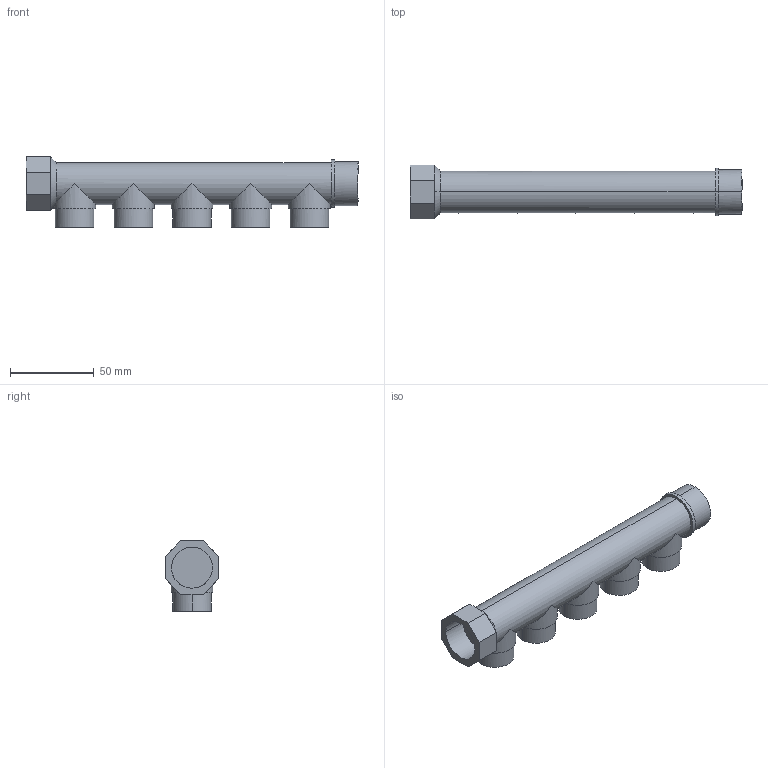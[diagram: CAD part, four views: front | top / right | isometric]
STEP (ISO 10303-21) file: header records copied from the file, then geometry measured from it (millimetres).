
FILE_DESCRIPTION(('CATIA V5 STEP Exchange','CAx-IF Rec.Pracs.--- Model Styling and Organization---1.5--- 2016-08-15','CAx-IF Rec.Pracs.---Supplemental Geometry---1.0---2011-11-01','CAx-IF Rec.Pracs.--- Composite Materials ---3.4---2017-06-13','CAx-IF Rec.Pracs.---Tessellated 3D Geometry---1.0---2015-12-17'),'2;1');
FILE_NAME('STEP_349050_-_TST.stp','2026-04-07T14:54:42+00:00',('none'),('none'),'CATIA Version 5-6 Release 2020 SP5','CATIA V5 STEP AP242 v2','none');
FILE_SCHEMA(('AP242_MANAGED_MODEL_BASED_3D_ENGINEERING_MIM_LF {1 0 10303 442 1 1 4}'));
Length unit declared in the file: millimetre
Products named in the file (1): 349050 - TST
Bounding box: 198 x 32 x 42 mm (x, y, z)
Volume: 130710.6 mm3; surface area: 25041.1 mm2
Topology: 1 solids, 1 shells, 74 faces, 164 edges, 93 vertices
Faces by surface type: plane 44, cylinder 28, cone 2
Entity records: 2348 total; most frequent: CARTESIAN_POINT 1113, ORIENTED_EDGE 328, EDGE_CURVE 164, DIRECTION 136, B_SPLINE_CURVE_WITH_KNOTS 124, VERTEX_POINT 93, EDGE_LOOP 75, ADVANCED_FACE 74
